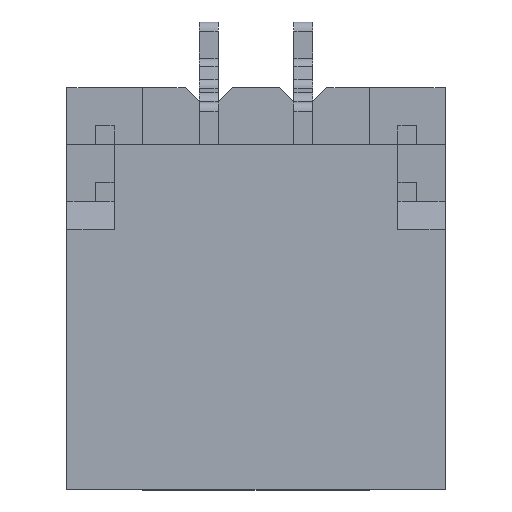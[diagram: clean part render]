
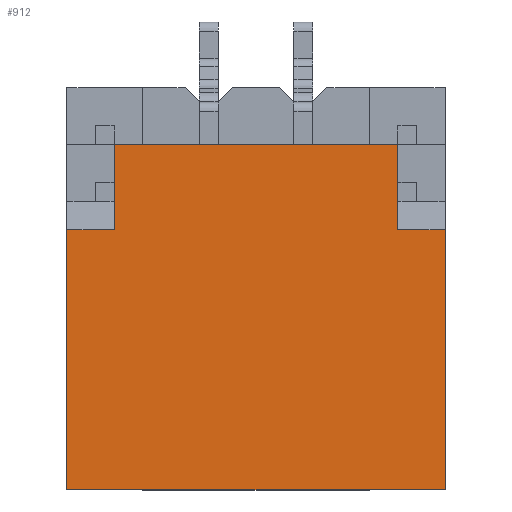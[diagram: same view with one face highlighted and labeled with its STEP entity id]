
A CAD part, top view. The second image highlights one B-rep face of the part: STEP entity #912.
In plain terms, the highlighted planar face has unit normal (0, 0, 1).
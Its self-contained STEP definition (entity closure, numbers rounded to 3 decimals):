
#912=ADVANCED_FACE('',(#2379),#2381,.T.);
#2379=FACE_BOUND('',#2380,.T.);
#2380=EDGE_LOOP('',(#3571,#3572,#3573,#3574,#3575,#3576,#3577,#3578));
#2381=PLANE('',#2382);
#2382=AXIS2_PLACEMENT_3D('',#2383,#2384,#2385);
#2383=CARTESIAN_POINT('',(-0.5,-4.25,2.9));
#2384=DIRECTION('',(0.,0.,1.));
#2385=DIRECTION('',(1.,0.,0.));
#3571=ORIENTED_EDGE('',*,*,#4375,.T.);
#3572=ORIENTED_EDGE('',*,*,#4376,.T.);
#3573=ORIENTED_EDGE('',*,*,#4377,.T.);
#3574=ORIENTED_EDGE('',*,*,#4378,.T.);
#3575=ORIENTED_EDGE('',*,*,#4379,.T.);
#3576=ORIENTED_EDGE('',*,*,#4380,.F.);
#3577=ORIENTED_EDGE('',*,*,#4301,.T.);
#3578=ORIENTED_EDGE('',*,*,#4369,.T.);
#4301=EDGE_CURVE('',#4976,#4974,#4977,.T.);
#4369=EDGE_CURVE('',#4974,#5102,#5104,.T.);
#4375=EDGE_CURVE('',#5102,#5113,#5114,.T.);
#4376=EDGE_CURVE('',#5113,#5115,#5116,.T.);
#4377=EDGE_CURVE('',#5115,#5117,#5118,.T.);
#4378=EDGE_CURVE('',#5117,#5119,#5120,.F.);
#4379=EDGE_CURVE('',#5119,#5121,#5122,.F.);
#4380=EDGE_CURVE('',#4976,#5121,#5123,.T.);
#4974=VERTEX_POINT('',#6336);
#4976=VERTEX_POINT('',#6340);
#4977=LINE('',#6341,#6342);
#5102=VERTEX_POINT('',#6600);
#5104=LINE('',#6604,#6605);
#5113=VERTEX_POINT('',#6625);
#5114=LINE('',#6626,#6627);
#5115=VERTEX_POINT('',#6629);
#5116=LINE('',#6630,#6631);
#5117=VERTEX_POINT('',#6633);
#5118=LINE('',#6634,#6635);
#5119=VERTEX_POINT('',#6637);
#5120=LINE('',#6638,#6639);
#5121=VERTEX_POINT('',#6641);
#5122=LINE('',#6642,#6643);
#5123=LINE('',#6645,#6646);
#6336=CARTESIAN_POINT('',(2.5,-4.25,2.9));
#6340=CARTESIAN_POINT('',(-1.5,-4.25,2.9));
#6341=CARTESIAN_POINT('',(-1.5,-4.25,2.9));
#6342=VECTOR('',#6343,1.);
#6343=DIRECTION('',(1.,0.,0.));
#6600=CARTESIAN_POINT('',(2.5,-1.5,2.9));
#6604=CARTESIAN_POINT('',(2.5,-4.25,2.9));
#6605=VECTOR('',#6606,1.);
#6606=DIRECTION('',(0.,1.,0.));
#6625=CARTESIAN_POINT('',(2.,-1.5,2.9));
#6626=CARTESIAN_POINT('',(2.5,-1.5,2.9));
#6627=VECTOR('',#6628,1.);
#6628=DIRECTION('',(-1.,0.,0.));
#6629=CARTESIAN_POINT('',(2.,-0.6,2.9));
#6630=CARTESIAN_POINT('',(2.,-1.5,2.9));
#6631=VECTOR('',#6632,1.);
#6632=DIRECTION('',(0.,1.,0.));
#6633=CARTESIAN_POINT('',(-1.,-0.6,2.9));
#6634=CARTESIAN_POINT('',(2.,-0.6,2.9));
#6635=VECTOR('',#6636,1.);
#6636=DIRECTION('',(-1.,0.,0.));
#6637=CARTESIAN_POINT('',(-1.,-1.5,2.9));
#6638=CARTESIAN_POINT('',(-1.,-1.5,2.9));
#6639=VECTOR('',#6640,1.);
#6640=DIRECTION('',(0.,1.,0.));
#6641=CARTESIAN_POINT('',(-1.5,-1.5,2.9));
#6642=CARTESIAN_POINT('',(-1.5,-1.5,2.9));
#6643=VECTOR('',#6644,1.);
#6644=DIRECTION('',(1.,0.,0.));
#6645=CARTESIAN_POINT('',(-1.5,-4.25,2.9));
#6646=VECTOR('',#6647,1.);
#6647=DIRECTION('',(0.,1.,0.));
